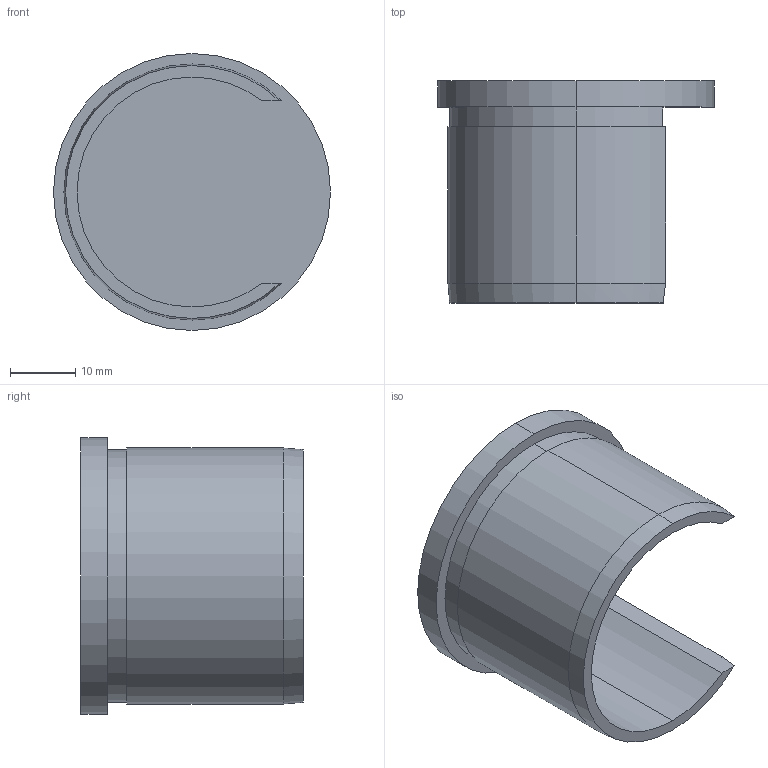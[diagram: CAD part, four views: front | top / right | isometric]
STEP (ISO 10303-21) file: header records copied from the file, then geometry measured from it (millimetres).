
FILE_DESCRIPTION (( 'STEP AP214' ), '1' );
FILE_NAME ('1806413C.STEP', '2019-07-31T11:47:48', ( '' ), ( '' ), 'SwSTEP 2.0', 'SolidWorks 2018', '' );
FILE_SCHEMA (( 'AUTOMOTIVE_DESIGN' ));
Length unit declared in the file: millimetre
Products named in the file (1): 1806413C
Bounding box: 42.4 x 34 x 42.4 mm (x, y, z)
Volume: 10640.1 mm3; surface area: 8665.4 mm2
Topology: 1 solids, 1 shells, 20 faces, 49 edges, 32 vertices
Faces by surface type: cylinder 11, plane 6, cone 3
Entity records: 638 total; most frequent: DIRECTION 114, CARTESIAN_POINT 108, ORIENTED_EDGE 98, EDGE_CURVE 49, AXIS2_PLACEMENT_3D 46, VERTEX_POINT 32, CIRCLE 25, LINE 22
